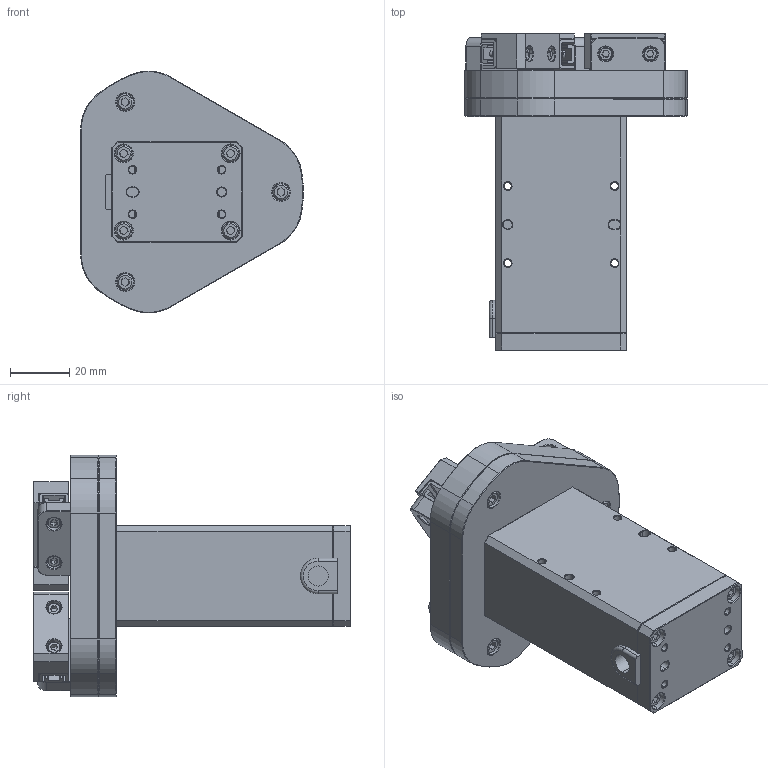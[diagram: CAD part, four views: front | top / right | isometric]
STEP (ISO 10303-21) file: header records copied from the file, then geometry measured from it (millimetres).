
FILE_DESCRIPTION (( 'STEP AP203' ), '1' );
FILE_NAME ('RM-MGBT-11-10-L Î¢ÐÍ¼Ð×¦ 1.0.STEP', '2020-08-15T09:20:22', ( '' ), ( '' ), 'SwSTEP 2.0', 'SolidWorks 2019', '' );
FILE_SCHEMA (( 'CONFIG_CONTROL_DESIGN' ));
Length unit declared in the file: millimetre
Products named in the file (12): MFT03-M2.5x8 埴翐囀鞠褒蹟佪; MSP01-MGBD001 菁裔14_14俴最; MSP02-MGBT002 標輸; MFT03-M2.5x5 埴翐囀鞠褒蹟佪; MSL03-BSP1025SL 幗紩賑郪-1; RM-MGBT-11-10-L 峚倰標蛈 1.0; MSP01-MGBT002 萇儂嘐隅啣; MSP01-MGBT001 階裔; MFT03-M3x8 埴翐囀鞠褒蹟佪; PPT07-朴6.8 寡蝶誘盄杶; MSP01-MGBD002 萇儂褲14_14俴最酗; MSL03-BSP1025SL 幗紩賑郪-2
Assembly tree (37 placements, depth 2):
  RM-MGBT-11-10-L 峚倰標蛈 1.0
    MSL03-BSP1025SL 幗紩賑郪-2  x3
    MSL03-BSP1025SL 幗紩賑郪-1  x3
    MFT03-M3x8 埴翐囀鞠褒蹟佪  x11
    MSP01-MGBT002 萇儂嘐隅啣
    MSP01-MGBT001 階裔
    MSP02-MGBT002 標輸  x3
    MFT03-M2.5x5 埴翐囀鞠褒蹟佪  x6
    MFT03-M2.5x8 埴翐囀鞠褒蹟佪  x6
    MSP01-MGBD002 萇儂褲14_14俴最酗
    MSP01-MGBD001 菁裔14_14俴最
    PPT07-朴6.8 寡蝶誘盄杶
Bounding box: 75 x 107 x 81.46 mm (x, y, z)
Volume: 102768.1 mm3; surface area: 67325.3 mm2
Topology: 37 solids, 37 shells, 1735 faces, 3934 edges, 2318 vertices
Faces by surface type: plane 829, cone 488, cylinder 416, torus 2
Entity records: 29492 total; most frequent: DIRECTION 5002, CARTESIAN_POINT 4955, ORIENTED_EDGE 4444, EDGE_CURVE 2222, AXIS2_PLACEMENT_3D 1831, LINE 1340, VECTOR 1340, VERTEX_POINT 1328
